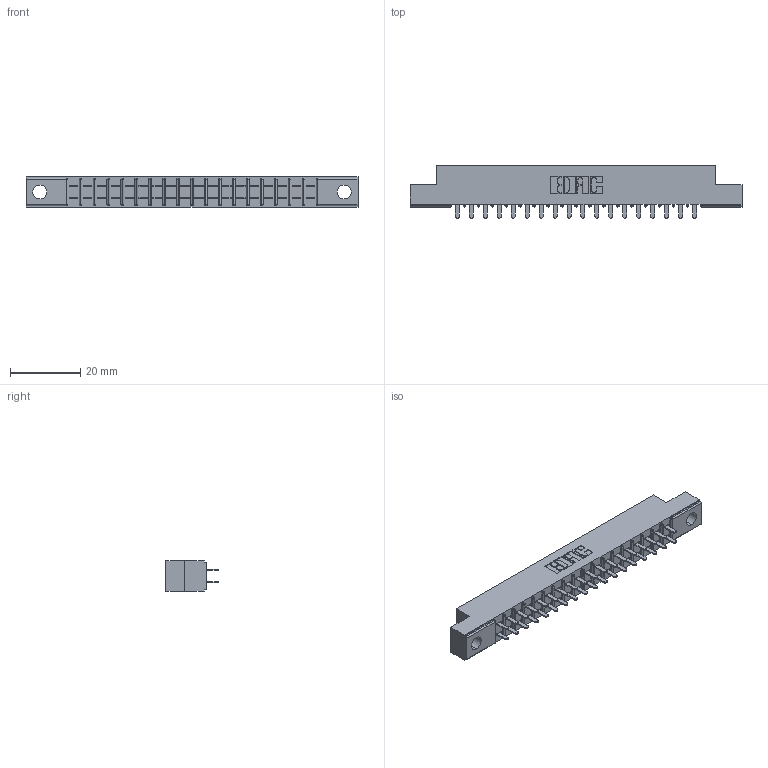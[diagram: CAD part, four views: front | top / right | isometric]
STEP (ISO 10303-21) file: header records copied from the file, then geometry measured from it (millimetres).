
FILE_DESCRIPTION(('FreeCAD Model'),'2;1');
FILE_NAME('Open CASCADE Shape Model','2021-07-12T14:00:50',('Author'),( ''),'Open CASCADE STEP processor 7.4','FreeCAD','Unknown');
FILE_SCHEMA(('AUTOMOTIVE_DESIGN { 1 0 10303 214 1 1 1 1 }'));
Length unit declared in the file: millimetre
Products named in the file (3): 305-036-521-204; 305_Part_.156_Dia; 305-290-001_521
Assembly tree (37 placements, depth 2):
  305-036-521-204
    305_Part_.156_Dia
    305-290-001_521  x36
Bounding box: 94.34 x 14.86 x 8.71 mm (x, y, z)
Volume: 5779.2 mm3; surface area: 10438.3 mm2
Topology: 37 solids, 37 shells, 1786 faces, 5086 edges, 3292 vertices
Faces by surface type: plane 1054, cylinder 660, sphere 72
Entity records: 22012 total; most frequent: CARTESIAN_POINT 3760, ORIENTED_EDGE 3728, DIRECTION 3646, EDGE_CURVE 1864, LINE 1490, VECTOR 1490, VERTEX_POINT 1192, AXIS2_PLACEMENT_3D 1078
